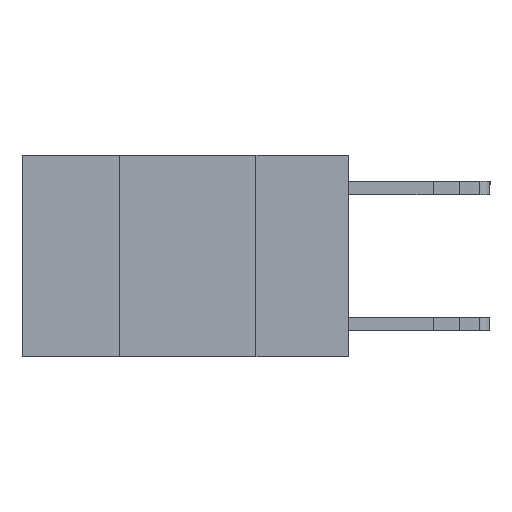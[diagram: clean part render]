
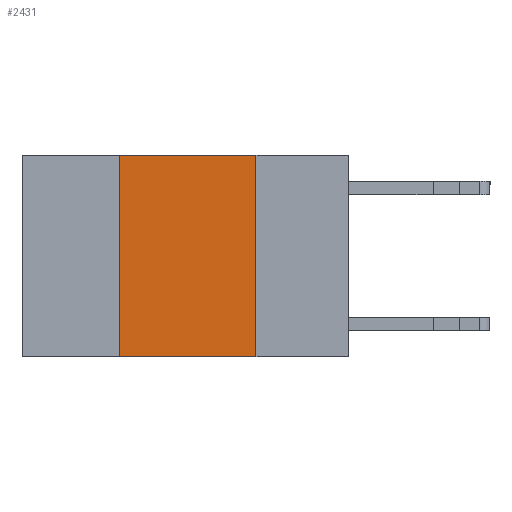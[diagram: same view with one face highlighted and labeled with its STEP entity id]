
A CAD part, left-side view. The second image highlights one B-rep face of the part: STEP entity #2431.
In plain terms, the highlighted planar face has unit normal (-1, 0, 0).
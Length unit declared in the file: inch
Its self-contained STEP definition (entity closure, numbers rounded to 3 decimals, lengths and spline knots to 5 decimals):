
#572 = CARTESIAN_POINT ( 'NONE',  ( 0., 0.42, -0.37 ) ) ;
#1592 = LINE ( 'NONE', #26797, #2358 ) ;
#2358 = VECTOR ( 'NONE', #9963, 39.37008 ) ;
#2431 = ADVANCED_FACE ( 'NONE', ( #25752 ), #17161, .F. ) ;
#2594 = VECTOR ( 'NONE', #12190, 39.37008 ) ;
#2658 = ORIENTED_EDGE ( 'NONE', *, *, #4784, .F. ) ;
#3904 = DIRECTION ( 'NONE',  ( 0., 0., -1. ) ) ;
#4784 = EDGE_CURVE ( 'NONE', #11540, #21369, #22764, .T. ) ;
#4850 = CARTESIAN_POINT ( 'NONE',  ( 0., 0.17, -0.37 ) ) ;
#5234 = CARTESIAN_POINT ( 'NONE',  ( 0., 0.17, 0. ) ) ;
#5397 = ORIENTED_EDGE ( 'NONE', *, *, #21674, .T. ) ;
#6336 = DIRECTION ( 'NONE',  ( 0., -1., 0. ) ) ;
#6943 = VERTEX_POINT ( 'NONE', #572 ) ;
#7851 = CARTESIAN_POINT ( 'NONE',  ( 0., 0.6, 0. ) ) ;
#9038 = VECTOR ( 'NONE', #6336, 39.37008 ) ;
#9452 = VECTOR ( 'NONE', #3904, 39.37008 ) ;
#9963 = DIRECTION ( 'NONE',  ( 0., 0., 1. ) ) ;
#11018 = EDGE_LOOP ( 'NONE', ( #11345, #2658, #17684, #5397 ) ) ;
#11345 = ORIENTED_EDGE ( 'NONE', *, *, #24453, .F. ) ;
#11540 = VERTEX_POINT ( 'NONE', #13845 ) ;
#12190 = DIRECTION ( 'NONE',  ( 0., -1., 0. ) ) ;
#12554 = LINE ( 'NONE', #20772, #9452 ) ;
#13845 = CARTESIAN_POINT ( 'NONE',  ( 0., 0.42, 0. ) ) ;
#16943 = LINE ( 'NONE', #25535, #9038 ) ;
#17161 = PLANE ( 'NONE',  #21496 ) ;
#17684 = ORIENTED_EDGE ( 'NONE', *, *, #21554, .F. ) ;
#19516 = VERTEX_POINT ( 'NONE', #4850 ) ;
#20772 = CARTESIAN_POINT ( 'NONE',  ( 0., 0.17, 0. ) ) ;
#21181 = CARTESIAN_POINT ( 'NONE',  ( 0., 0.6, 0. ) ) ;
#21369 = VERTEX_POINT ( 'NONE', #5234 ) ;
#21496 = AXIS2_PLACEMENT_3D ( 'NONE', #21181, #25616, #25874 ) ;
#21554 = EDGE_CURVE ( 'NONE', #6943, #11540, #1592, .T. ) ;
#21674 = EDGE_CURVE ( 'NONE', #6943, #19516, #16943, .T. ) ;
#22764 = LINE ( 'NONE', #7851, #2594 ) ;
#24453 = EDGE_CURVE ( 'NONE', #21369, #19516, #12554, .T. ) ;
#25535 = CARTESIAN_POINT ( 'NONE',  ( 0., 0.6, -0.37 ) ) ;
#25616 = DIRECTION ( 'NONE',  ( 1., 0., 0. ) ) ;
#25752 = FACE_OUTER_BOUND ( 'NONE', #11018, .T. ) ;
#25874 = DIRECTION ( 'NONE',  ( 0., 0., -1. ) ) ;
#26797 = CARTESIAN_POINT ( 'NONE',  ( 0., 0.42, 0. ) ) ;
